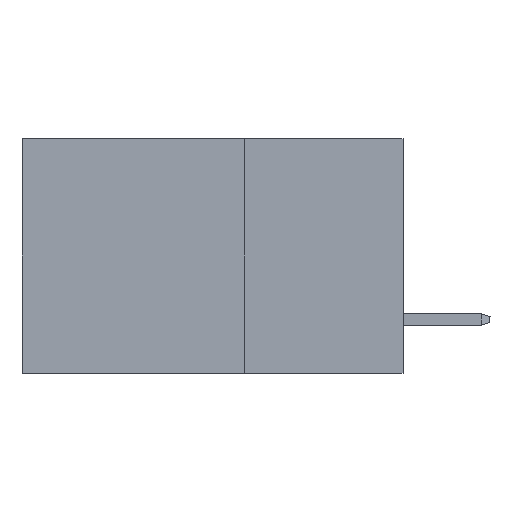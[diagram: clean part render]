
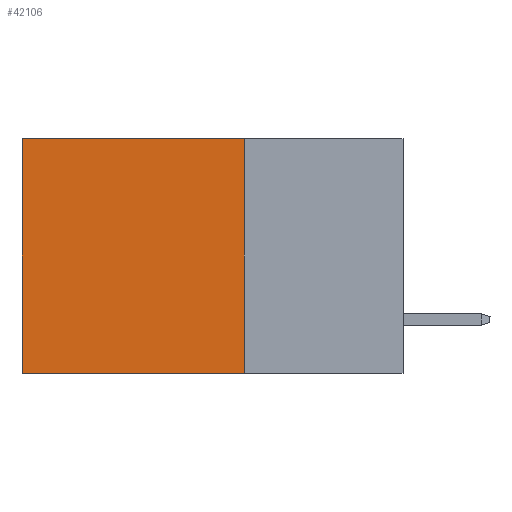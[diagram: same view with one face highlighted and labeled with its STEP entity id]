
A CAD part, left-side view. The second image highlights one B-rep face of the part: STEP entity #42106.
In plain terms, the highlighted planar face has unit normal (-1, 0, 0).
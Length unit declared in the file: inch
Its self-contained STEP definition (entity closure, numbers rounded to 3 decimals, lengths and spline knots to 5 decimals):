
#547 = VERTEX_POINT ( 'NONE', #23732 ) ;
#1608 = CARTESIAN_POINT ( 'NONE',  ( 0.2875, 0.25, 0. ) ) ;
#4512 = FACE_OUTER_BOUND ( 'NONE', #35186, .T. ) ;
#6855 = CARTESIAN_POINT ( 'NONE',  ( 0.2875, 0.6, -0.37 ) ) ;
#7596 = VECTOR ( 'NONE', #49359, 39.37008 ) ;
#8303 = ORIENTED_EDGE ( 'NONE', *, *, #40357, .F. ) ;
#8490 = LINE ( 'NONE', #1608, #30257 ) ;
#13640 = CARTESIAN_POINT ( 'NONE',  ( 0.2875, 0.6, 0. ) ) ;
#13765 = ORIENTED_EDGE ( 'NONE', *, *, #17748, .T. ) ;
#14317 = LINE ( 'NONE', #24750, #15601 ) ;
#15601 = VECTOR ( 'NONE', #40267, 39.37008 ) ;
#16169 = DIRECTION ( 'NONE',  ( 1., 0., 0. ) ) ;
#17748 = EDGE_CURVE ( 'NONE', #28826, #39462, #14317, .T. ) ;
#18658 = CARTESIAN_POINT ( 'NONE',  ( 0.2875, 0.25, -0.37 ) ) ;
#19490 = VECTOR ( 'NONE', #30591, 39.37008 ) ;
#19995 = PLANE ( 'NONE',  #36643 ) ;
#20530 = EDGE_CURVE ( 'NONE', #32089, #547, #8490, .T. ) ;
#22169 = LINE ( 'NONE', #37686, #7596 ) ;
#23732 = CARTESIAN_POINT ( 'NONE',  ( 0.2875, 0.25, -0.37 ) ) ;
#24193 = DIRECTION ( 'NONE',  ( 0., 0., -1. ) ) ;
#24750 = CARTESIAN_POINT ( 'NONE',  ( 0.2875, 0.6, 0. ) ) ;
#25884 = ORIENTED_EDGE ( 'NONE', *, *, #20530, .F. ) ;
#28043 = CARTESIAN_POINT ( 'NONE',  ( 0.2875, 0.25, 0. ) ) ;
#28826 = VERTEX_POINT ( 'NONE', #13640 ) ;
#29610 = DIRECTION ( 'NONE',  ( 0., 0., -1. ) ) ;
#30257 = VECTOR ( 'NONE', #24193, 39.37008 ) ;
#30591 = DIRECTION ( 'NONE',  ( 0., 1., 0. ) ) ;
#32089 = VERTEX_POINT ( 'NONE', #28043 ) ;
#35186 = EDGE_LOOP ( 'NONE', ( #13765, #8303, #25884, #37409 ) ) ;
#35477 = CARTESIAN_POINT ( 'NONE',  ( 0.2875, 0.25, 0. ) ) ;
#36643 = AXIS2_PLACEMENT_3D ( 'NONE', #35477, #16169, #29610 ) ;
#37409 = ORIENTED_EDGE ( 'NONE', *, *, #45977, .T. ) ;
#37686 = CARTESIAN_POINT ( 'NONE',  ( 0.2875, 0.25, 0. ) ) ;
#39462 = VERTEX_POINT ( 'NONE', #6855 ) ;
#40267 = DIRECTION ( 'NONE',  ( 0., 0., -1. ) ) ;
#40357 = EDGE_CURVE ( 'NONE', #547, #39462, #46108, .T. ) ;
#42106 = ADVANCED_FACE ( 'NONE', ( #4512 ), #19995, .F. ) ;
#45977 = EDGE_CURVE ( 'NONE', #32089, #28826, #22169, .T. ) ;
#46108 = LINE ( 'NONE', #18658, #19490 ) ;
#49359 = DIRECTION ( 'NONE',  ( 0., 1., 0. ) ) ;
